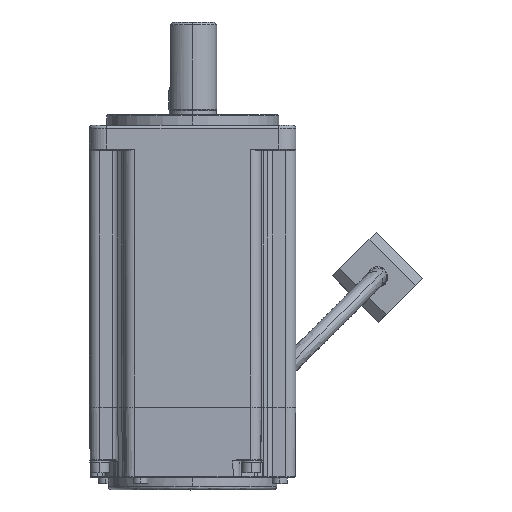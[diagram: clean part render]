
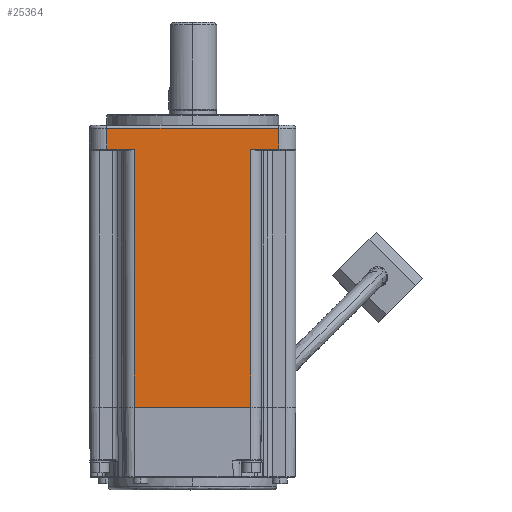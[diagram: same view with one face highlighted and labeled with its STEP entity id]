
A CAD part, top view. The second image highlights one B-rep face of the part: STEP entity #25364.
In plain terms, the highlighted face is planar.
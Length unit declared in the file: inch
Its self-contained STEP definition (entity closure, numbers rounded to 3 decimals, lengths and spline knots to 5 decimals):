
#547 = VERTEX_POINT ( 'NONE', #34287 ) ;
#995 = VERTEX_POINT ( 'NONE', #10215 ) ;
#1223 = ORIENTED_EDGE ( 'NONE', *, *, #23742, .F. ) ;
#1296 = DIRECTION ( 'NONE',  ( 0., 0., -1. ) ) ;
#1420 = AXIS2_PLACEMENT_3D ( 'NONE', #10782, #7875, #23292 ) ;
#1607 = ORIENTED_EDGE ( 'NONE', *, *, #24813, .F. ) ;
#1676 = DIRECTION ( 'NONE',  ( 1., 0., 0. ) ) ;
#2583 = ORIENTED_EDGE ( 'NONE', *, *, #18225, .F. ) ;
#2628 = VECTOR ( 'NONE', #1296, 39.37008 ) ;
#4214 = PLANE ( 'NONE',  #1420 ) ;
#4360 = DIRECTION ( 'NONE',  ( 0., 0., 1. ) ) ;
#4717 = LINE ( 'NONE', #28675, #2628 ) ;
#5795 = VECTOR ( 'NONE', #37197, 39.37008 ) ;
#7402 = DIRECTION ( 'NONE',  ( 0., 0., 1. ) ) ;
#7489 = VERTEX_POINT ( 'NONE', #28274 ) ;
#7875 = DIRECTION ( 'NONE',  ( 0., 1., 0. ) ) ;
#9423 = VECTOR ( 'NONE', #1676, 39.37008 ) ;
#10160 = LINE ( 'NONE', #11120, #9423 ) ;
#10215 = CARTESIAN_POINT ( 'NONE',  ( -0.98425, -1.1811, -0.03937 ) ) ;
#10310 = CARTESIAN_POINT ( 'NONE',  ( 0., -1.1811, -3.22835 ) ) ;
#10334 = ORIENTED_EDGE ( 'NONE', *, *, #26727, .F. ) ;
#10782 = CARTESIAN_POINT ( 'NONE',  ( 0., -1.1811, -1.63386 ) ) ;
#11120 = CARTESIAN_POINT ( 'NONE',  ( 0., -1.1811, -0.03937 ) ) ;
#11659 = VERTEX_POINT ( 'NONE', #15276 ) ;
#12033 = ORIENTED_EDGE ( 'NONE', *, *, #27336, .F. ) ;
#12775 = FACE_OUTER_BOUND ( 'NONE', #14571, .T. ) ;
#13711 = ORIENTED_EDGE ( 'NONE', *, *, #22005, .F. ) ;
#14538 = CARTESIAN_POINT ( 'NONE',  ( 0., -1.1811, -0.27559 ) ) ;
#14571 = EDGE_LOOP ( 'NONE', ( #13711, #12033, #1607, #22975, #1223, #2583, #10334, #35640 ) ) ;
#14791 = VERTEX_POINT ( 'NONE', #20082 ) ;
#14997 = LINE ( 'NONE', #21576, #28091 ) ;
#15276 = CARTESIAN_POINT ( 'NONE',  ( -0.98425, -1.1811, -0.27559 ) ) ;
#15466 = VERTEX_POINT ( 'NONE', #17000 ) ;
#15808 = VECTOR ( 'NONE', #7402, 39.37008 ) ;
#17000 = CARTESIAN_POINT ( 'NONE',  ( 0.66609, -1.1811, -0.27559 ) ) ;
#17066 = CARTESIAN_POINT ( 'NONE',  ( 0.98425, -1.1811, -0.03937 ) ) ;
#17338 = CARTESIAN_POINT ( 'NONE',  ( -0.66609, -1.1811, -3.22835 ) ) ;
#17652 = DIRECTION ( 'NONE',  ( -1., 0., 0. ) ) ;
#18225 = EDGE_CURVE ( 'NONE', #33374, #7489, #36040, .T. ) ;
#19533 = CARTESIAN_POINT ( 'NONE',  ( -0.98425, -1.1811, -0.02879 ) ) ;
#19686 = LINE ( 'NONE', #10310, #33072 ) ;
#20082 = CARTESIAN_POINT ( 'NONE',  ( 0.66609, -1.1811, -3.22835 ) ) ;
#21576 = CARTESIAN_POINT ( 'NONE',  ( 0., -1.1811, -0.27559 ) ) ;
#22005 = EDGE_CURVE ( 'NONE', #547, #15466, #34719, .T. ) ;
#22265 = LINE ( 'NONE', #19533, #27608 ) ;
#22975 = ORIENTED_EDGE ( 'NONE', *, *, #35822, .F. ) ;
#23292 = DIRECTION ( 'NONE',  ( 1., 0., 0. ) ) ;
#23742 = EDGE_CURVE ( 'NONE', #7489, #11659, #14997, .T. ) ;
#24813 = EDGE_CURVE ( 'NONE', #995, #38163, #10160, .T. ) ;
#25364 = ADVANCED_FACE ( 'NONE', ( #12775 ), #4214, .F. ) ;
#26727 = EDGE_CURVE ( 'NONE', #14791, #33374, #19686, .T. ) ;
#27336 = EDGE_CURVE ( 'NONE', #38163, #547, #37979, .T. ) ;
#27608 = VECTOR ( 'NONE', #4360, 39.37008 ) ;
#28091 = VECTOR ( 'NONE', #33770, 39.37008 ) ;
#28274 = CARTESIAN_POINT ( 'NONE',  ( -0.66609, -1.1811, -0.27559 ) ) ;
#28297 = CARTESIAN_POINT ( 'NONE',  ( 0.98425, -1.1811, -1.63386 ) ) ;
#28675 = CARTESIAN_POINT ( 'NONE',  ( 0.66609, -1.1811, -1.63386 ) ) ;
#30417 = VECTOR ( 'NONE', #17652, 39.37008 ) ;
#33072 = VECTOR ( 'NONE', #36948, 39.37008 ) ;
#33122 = CARTESIAN_POINT ( 'NONE',  ( -0.66609, -1.1811, -1.63386 ) ) ;
#33374 = VERTEX_POINT ( 'NONE', #17338 ) ;
#33770 = DIRECTION ( 'NONE',  ( -1., 0., 0. ) ) ;
#33845 = EDGE_CURVE ( 'NONE', #15466, #14791, #4717, .T. ) ;
#34287 = CARTESIAN_POINT ( 'NONE',  ( 0.98425, -1.1811, -0.27559 ) ) ;
#34719 = LINE ( 'NONE', #14538, #30417 ) ;
#35640 = ORIENTED_EDGE ( 'NONE', *, *, #33845, .F. ) ;
#35822 = EDGE_CURVE ( 'NONE', #11659, #995, #22265, .T. ) ;
#36040 = LINE ( 'NONE', #33122, #15808 ) ;
#36948 = DIRECTION ( 'NONE',  ( -1., 0., 0. ) ) ;
#37197 = DIRECTION ( 'NONE',  ( 0., 0., -1. ) ) ;
#37979 = LINE ( 'NONE', #28297, #5795 ) ;
#38163 = VERTEX_POINT ( 'NONE', #17066 ) ;
